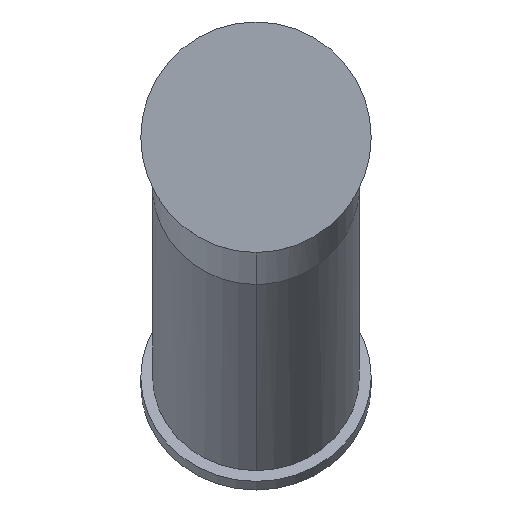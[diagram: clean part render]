
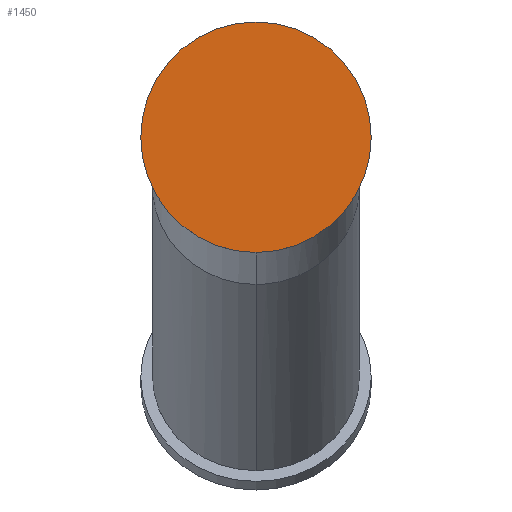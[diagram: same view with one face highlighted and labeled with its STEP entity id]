
A CAD part, top view. The second image highlights one B-rep face of the part: STEP entity #1450.
In plain terms, the highlighted planar face has unit normal (0, 0, 1).
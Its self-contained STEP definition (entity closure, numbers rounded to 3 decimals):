
#85 = EDGE_CURVE ( 'Defeatured_0_13+Defeatured_0_10+Defeatured_0_10+Defeatured_0_10', #585, #444, #1218, .T. ) ;
#139 = DIRECTION ( 'NONE',  ( -1., 0., 0. ) ) ;
#226 = ORIENTED_EDGE ( 'NONE', *, *, #1707, .T. ) ;
#264 = AXIS2_PLACEMENT_3D ( 'NONE', #1267, #1531, #1126 ) ;
#444 = VERTEX_POINT ( 'NONE', #977 ) ;
#585 = VERTEX_POINT ( 'NONE', #2201 ) ;
#738 = CARTESIAN_POINT ( 'NONE',  ( 0., 0., 30. ) ) ;
#752 = AXIS2_PLACEMENT_3D ( 'NONE', #738, #2455, #139 ) ;
#870 = EDGE_LOOP ( 'NONE', ( #1059, #226 ) ) ;
#977 = CARTESIAN_POINT ( 'NONE',  ( 170., 0., 30. ) ) ;
#1059 = ORIENTED_EDGE ( 'NONE', *, *, #85, .T. ) ;
#1076 = CIRCLE ( 'NONE', #752, 170. ) ;
#1126 = DIRECTION ( 'NONE',  ( -1., 0., 0. ) ) ;
#1218 = CIRCLE ( 'NONE', #2431, 170. ) ;
#1267 = CARTESIAN_POINT ( 'NONE',  ( 0., 0., 30. ) ) ;
#1450 = ADVANCED_FACE ( 'Defeatured_0_13', ( #2442 ), #1626, .T. ) ;
#1531 = DIRECTION ( 'NONE',  ( 0., 0., 1. ) ) ;
#1626 = PLANE ( 'NONE',  #264 ) ;
#1707 = EDGE_CURVE ( 'Defeatured_0_13+Defeatured_0_10+Defeatured_0_10+Defeatured_0_10', #444, #585, #1076, .T. ) ;
#1774 = DIRECTION ( 'NONE',  ( -1., 0., 0. ) ) ;
#1966 = CARTESIAN_POINT ( 'NONE',  ( 0., 0., 30. ) ) ;
#2201 = CARTESIAN_POINT ( 'NONE',  ( -170., 0., 30. ) ) ;
#2312 = DIRECTION ( 'NONE',  ( 0., 0., 1. ) ) ;
#2431 = AXIS2_PLACEMENT_3D ( 'NONE', #1966, #2312, #1774 ) ;
#2442 = FACE_OUTER_BOUND ( 'NONE', #870, .T. ) ;
#2455 = DIRECTION ( 'NONE',  ( 0., 0., 1. ) ) ;
